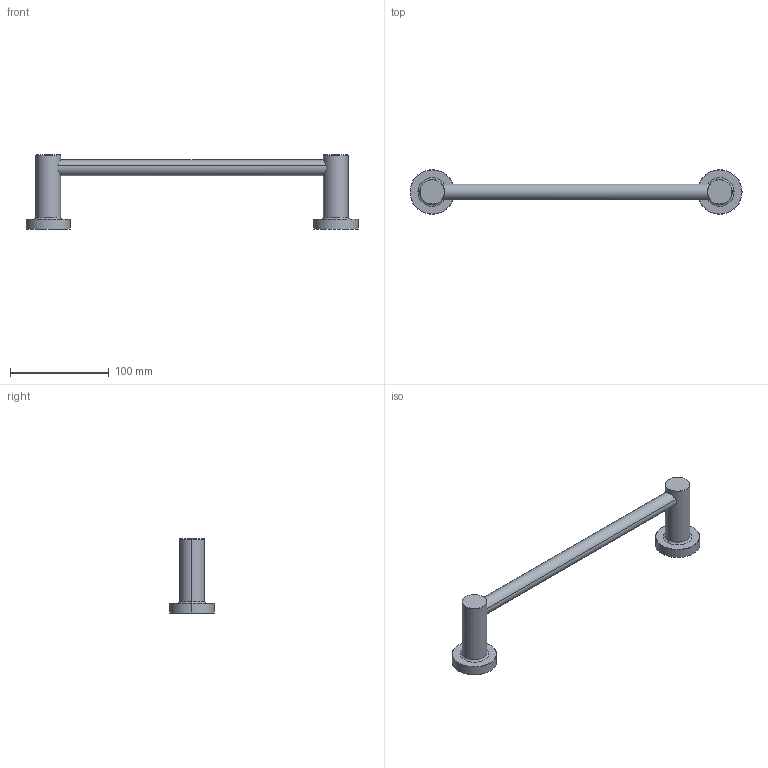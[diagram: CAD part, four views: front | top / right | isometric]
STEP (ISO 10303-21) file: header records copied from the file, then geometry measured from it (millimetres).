
FILE_DESCRIPTION (( 'STEP AP214' ), '1' );
FILE_NAME ('SUSSEX_SCALA_SGTR300_guest_towel_rail_300mm_shell.STEP', '2021-05-12T23:17:38', ( '' ), ( '' ), 'SwSTEP 2.0', 'SolidWorks 2020', '' );
FILE_SCHEMA (( 'AUTOMOTIVE_DESIGN' ));
Length unit declared in the file: millimetre
Products named in the file (1): SUSSEX_SCALA_SGTR300_guest_towel_rail_300mm_shell
Bounding box: 335.92 x 45 x 75 mm (x, y, z)
Volume: 148679.1 mm3; surface area: 33039.9 mm2
Topology: 3 solids, 3 shells, 32 faces, 61 edges, 38 vertices
Faces by surface type: cylinder 13, cone 8, plane 7, torus 4
Entity records: 1229 total; most frequent: CARTESIAN_POINT 499, DIRECTION 153, ORIENTED_EDGE 122, AXIS2_PLACEMENT_3D 67, EDGE_CURVE 61, VERTEX_POINT 38, EDGE_LOOP 35, CIRCLE 34
